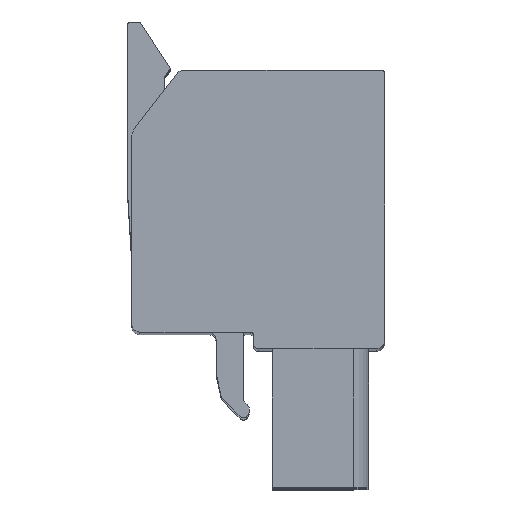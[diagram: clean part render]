
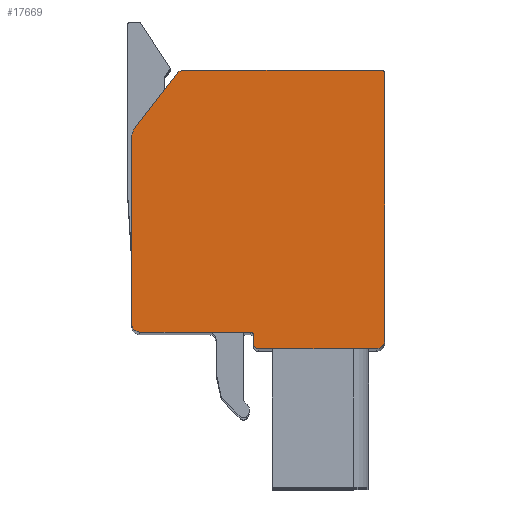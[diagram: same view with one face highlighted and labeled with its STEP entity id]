
A CAD part, top view. The second image highlights one B-rep face of the part: STEP entity #17669.
In plain terms, the highlighted planar face has unit normal (0, 0, 1).
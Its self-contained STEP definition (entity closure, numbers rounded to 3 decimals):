
#519=DIRECTION('',(1.,0.,0.));
#520=VECTOR('',#519,7.05);
#521=CARTESIAN_POINT('',(9.402,11.784,2.94));
#522=LINE('',#521,#520);
#2233=CARTESIAN_POINT('',(9.402,12.084,2.94));
#2234=DIRECTION('',(0.,0.,1.));
#2235=DIRECTION('',(-1.,0.,0.));
#2236=AXIS2_PLACEMENT_3D('',#2233,#2234,#2235);
#2238=DIRECTION('',(0.,-1.,0.));
#2239=VECTOR('',#2238,0.5);
#2240=CARTESIAN_POINT('',(9.102,12.584,2.94));
#2241=LINE('',#2240,#2239);
#2242=CARTESIAN_POINT('',(8.902,12.584,2.94));
#2243=DIRECTION('',(0.,0.,-1.));
#2244=DIRECTION('',(0.,1.,0.));
#2245=AXIS2_PLACEMENT_3D('',#2242,#2243,#2244);
#2247=DIRECTION('',(1.,0.,0.));
#2248=VECTOR('',#2247,6.61);
#2249=CARTESIAN_POINT('',(2.292,12.784,2.94));
#2250=LINE('',#2249,#2248);
#2251=CARTESIAN_POINT('',(2.292,13.284,2.94));
#2252=DIRECTION('',(0.,0.,1.));
#2253=DIRECTION('',(-1.,0.,0.));
#2254=AXIS2_PLACEMENT_3D('',#2251,#2252,#2253);
#2256=DIRECTION('',(0.,-1.,0.));
#2257=VECTOR('',#2256,11.132);
#2258=CARTESIAN_POINT('',(1.792,24.416,2.94));
#2259=LINE('',#2258,#2257);
#2260=CARTESIAN_POINT('',(2.792,24.416,2.94));
#2261=DIRECTION('',(0.,0.,1.));
#2262=DIRECTION('',(-0.789,0.614,0.));
#2263=AXIS2_PLACEMENT_3D('',#2260,#2261,#2262);
#2265=DIRECTION('',(-0.614,-0.789,0.));
#2266=VECTOR('',#2265,4.1);
#2267=CARTESIAN_POINT('',(4.52,28.266,2.94));
#2268=LINE('',#2267,#2266);
#2269=CARTESIAN_POINT('',(4.915,27.959,2.94));
#2270=DIRECTION('',(0.,0.,1.));
#2271=DIRECTION('',(0.,1.,0.));
#2272=AXIS2_PLACEMENT_3D('',#2269,#2270,#2271);
#2274=DIRECTION('',(-1.,0.,0.));
#2275=VECTOR('',#2274,11.838);
#2276=CARTESIAN_POINT('',(16.752,28.459,2.94));
#2277=LINE('',#2276,#2275);
#2278=CARTESIAN_POINT('',(16.752,28.259,2.94));
#2279=DIRECTION('',(0.,0.,1.));
#2280=DIRECTION('',(1.,0.,0.));
#2281=AXIS2_PLACEMENT_3D('',#2278,#2279,#2280);
#2283=DIRECTION('',(0.,1.,0.));
#2284=VECTOR('',#2283,15.975);
#2285=CARTESIAN_POINT('',(16.952,12.284,2.94));
#2286=LINE('',#2285,#2284);
#2287=CARTESIAN_POINT('',(16.452,12.284,2.94));
#2288=DIRECTION('',(0.,0.,1.));
#2289=DIRECTION('',(0.,-1.,0.));
#2290=AXIS2_PLACEMENT_3D('',#2287,#2288,#2289);
#11227=CARTESIAN_POINT('',(2.003,25.03,2.94));
#11228=CARTESIAN_POINT('',(1.792,24.416,2.94));
#11229=VERTEX_POINT('',#11227);
#11230=VERTEX_POINT('',#11228);
#11231=CARTESIAN_POINT('',(1.792,13.284,2.94));
#11232=VERTEX_POINT('',#11231);
#11233=CARTESIAN_POINT('',(2.292,12.784,2.94));
#11234=VERTEX_POINT('',#11233);
#11235=CARTESIAN_POINT('',(8.902,12.784,2.94));
#11236=VERTEX_POINT('',#11235);
#11237=CARTESIAN_POINT('',(9.102,12.584,2.94));
#11238=VERTEX_POINT('',#11237);
#11239=CARTESIAN_POINT('',(9.102,12.084,2.94));
#11240=VERTEX_POINT('',#11239);
#11241=CARTESIAN_POINT('',(9.402,11.784,2.94));
#11242=VERTEX_POINT('',#11241);
#11243=CARTESIAN_POINT('',(16.452,11.784,2.94));
#11244=CARTESIAN_POINT('',(16.952,12.284,2.94));
#11245=VERTEX_POINT('',#11243);
#11246=VERTEX_POINT('',#11244);
#11247=CARTESIAN_POINT('',(16.952,28.259,2.94));
#11248=VERTEX_POINT('',#11247);
#11249=CARTESIAN_POINT('',(16.752,28.459,2.94));
#11250=VERTEX_POINT('',#11249);
#11251=CARTESIAN_POINT('',(4.915,28.459,2.94));
#11252=VERTEX_POINT('',#11251);
#11253=CARTESIAN_POINT('',(4.52,28.266,2.94));
#11254=VERTEX_POINT('',#11253);
#17635=CARTESIAN_POINT('',(0.,0.,2.94));
#17636=DIRECTION('',(0.,0.,1.));
#17637=DIRECTION('',(1.,0.,0.));
#17638=AXIS2_PLACEMENT_3D('',#17635,#17636,#17637);
#17639=PLANE('',#17638);
#17640=ORIENTED_EDGE('',*,*,#14458,.F.);
#17642=ORIENTED_EDGE('',*,*,#17641,.F.);
#17644=ORIENTED_EDGE('',*,*,#17643,.F.);
#17646=ORIENTED_EDGE('',*,*,#17645,.F.);
#17648=ORIENTED_EDGE('',*,*,#17647,.F.);
#17650=ORIENTED_EDGE('',*,*,#17649,.F.);
#17652=ORIENTED_EDGE('',*,*,#17651,.F.);
#17654=ORIENTED_EDGE('',*,*,#17653,.F.);
#17656=ORIENTED_EDGE('',*,*,#17655,.F.);
#17658=ORIENTED_EDGE('',*,*,#17657,.F.);
#17660=ORIENTED_EDGE('',*,*,#17659,.F.);
#17662=ORIENTED_EDGE('',*,*,#17661,.F.);
#17664=ORIENTED_EDGE('',*,*,#17663,.F.);
#17666=ORIENTED_EDGE('',*,*,#17665,.F.);
#17667=EDGE_LOOP('',(#17640,#17642,#17644,#17646,#17648,#17650,#17652,#17654,
#17656,#17658,#17660,#17662,#17664,#17666));
#17668=FACE_OUTER_BOUND('',#17667,.F.);
#17669=ADVANCED_FACE('',(#17668),#17639,.T.);
#2237=CIRCLE('',#2236,0.3);
#2246=CIRCLE('',#2245,0.2);
#2255=CIRCLE('',#2254,0.5);
#2264=CIRCLE('',#2263,1.);
#2273=CIRCLE('',#2272,0.5);
#2282=CIRCLE('',#2281,0.2);
#2291=CIRCLE('',#2290,0.5);
#14458=EDGE_CURVE('',#11242,#11245,#522,.T.);
#17641=EDGE_CURVE('',#11240,#11242,#2237,.T.);
#17643=EDGE_CURVE('',#11238,#11240,#2241,.T.);
#17645=EDGE_CURVE('',#11236,#11238,#2246,.T.);
#17647=EDGE_CURVE('',#11234,#11236,#2250,.T.);
#17649=EDGE_CURVE('',#11232,#11234,#2255,.T.);
#17651=EDGE_CURVE('',#11230,#11232,#2259,.T.);
#17653=EDGE_CURVE('',#11229,#11230,#2264,.T.);
#17655=EDGE_CURVE('',#11254,#11229,#2268,.T.);
#17657=EDGE_CURVE('',#11252,#11254,#2273,.T.);
#17659=EDGE_CURVE('',#11250,#11252,#2277,.T.);
#17661=EDGE_CURVE('',#11248,#11250,#2282,.T.);
#17663=EDGE_CURVE('',#11246,#11248,#2286,.T.);
#17665=EDGE_CURVE('',#11245,#11246,#2291,.T.);
